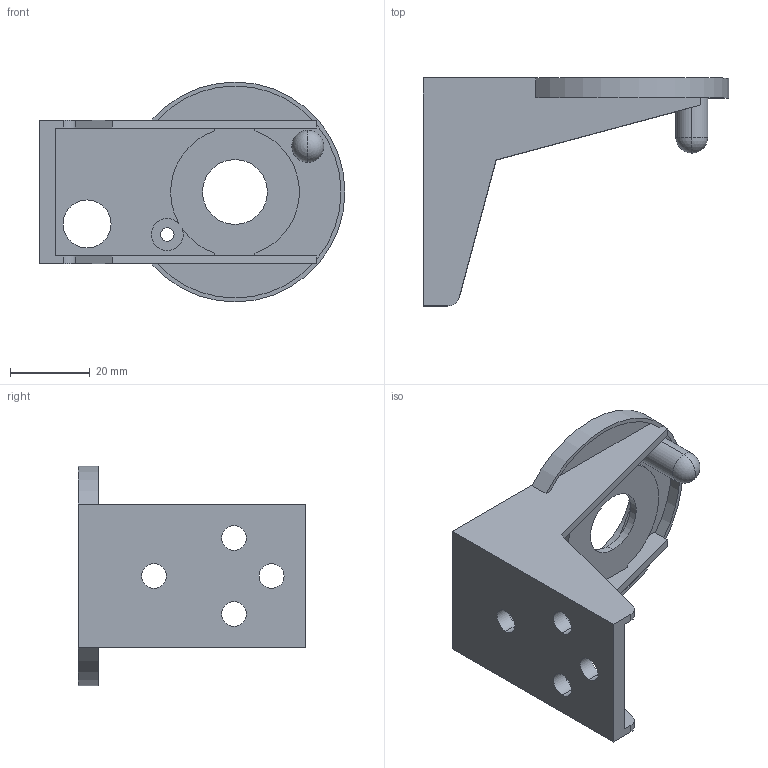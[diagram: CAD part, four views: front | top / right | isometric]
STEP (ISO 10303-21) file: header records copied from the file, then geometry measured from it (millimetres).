
FILE_DESCRIPTION(('SolidDesigner STEP Export'),'2;1');
FILE_NAME('2700144_PSD_S_ME_BR_SM-select.stp','2015-02-24T13:56:09',(''),(''),'Creo Elements/Direct Modeling STEP processor for AP214 (Solid Model)','Creo Elements/Direct Modeling 18.1B 29-Sep-2012 (C) Parametric Technology GmbH','');
FILE_SCHEMA(('AUTOMOTIVE_DESIGN { 1 0 10303 214 1 1 1 1 }'));
Length unit declared in the file: millimetre
Products named in the file (2): 2700144_PSD_S_ME_BR_SM-select
Assembly tree (1 placements, depth 2):
  2700144_PSD_S_ME_BR_SM-select
    2700144_PSD_S_ME_BR_SM-select
Bounding box: 76.5 x 57 x 55 mm (x, y, z)
Volume: 21013.6 mm3; surface area: 17999.1 mm2
Topology: 1 solids, 1 shells, 73 faces, 194 edges, 127 vertices
Faces by surface type: plane 35, cylinder 34, cone 2, sphere 2
Entity records: 2791 total; most frequent: ORIENTED_EDGE 384, CARTESIAN_POINT 366, DIRECTION 358, EDGE_CURVE 192, VERTEX_POINT 127, VECTOR 120, LINE 120, AXIS2_PLACEMENT_3D 119
